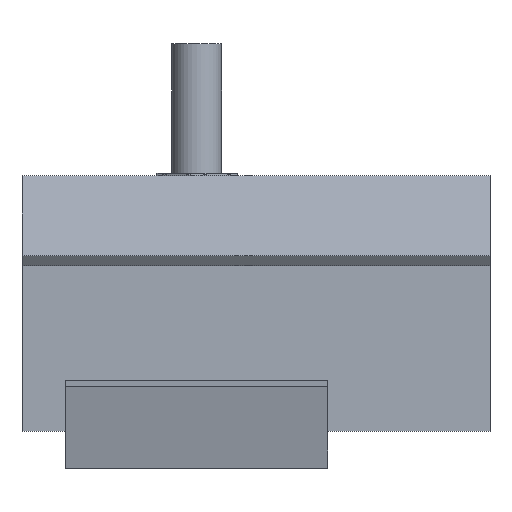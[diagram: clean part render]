
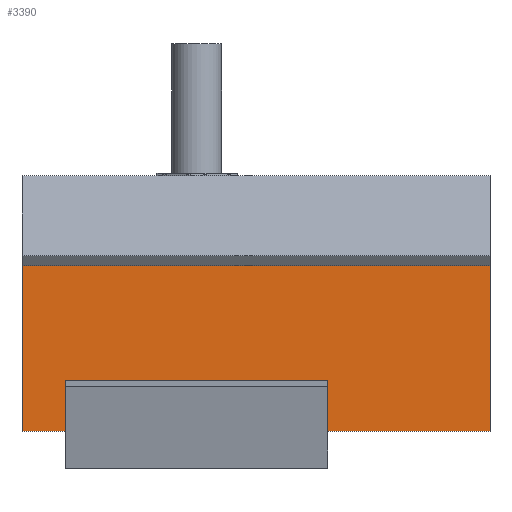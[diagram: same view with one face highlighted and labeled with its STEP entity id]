
A CAD part, left-side view. The second image highlights one B-rep face of the part: STEP entity #3390.
In plain terms, the highlighted face is planar.
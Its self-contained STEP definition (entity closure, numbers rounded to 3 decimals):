
#38 = CARTESIAN_POINT ( 'NONE',  ( 0., 0., 0. ) ) ;
#64 = DIRECTION ( 'NONE',  ( 0., -1., 0. ) ) ;
#105 = VECTOR ( 'NONE', #120, 1000. ) ;
#108 = VERTEX_POINT ( 'NONE', #2957 ) ;
#116 = EDGE_CURVE ( 'NONE', #3365, #3447, #4141, .T. ) ;
#120 = DIRECTION ( 'NONE',  ( 0., 0., -1. ) ) ;
#280 = DIRECTION ( 'NONE',  ( 0., -1., 0. ) ) ;
#672 = PLANE ( 'NONE',  #4273 ) ;
#890 = VERTEX_POINT ( 'NONE', #2842 ) ;
#1105 = DIRECTION ( 'NONE',  ( 1., 0., 0. ) ) ;
#1137 = ORIENTED_EDGE ( 'NONE', *, *, #4256, .T. ) ;
#1312 = CARTESIAN_POINT ( 'NONE',  ( 0., 0., 75. ) ) ;
#1324 = ORIENTED_EDGE ( 'NONE', *, *, #4003, .T. ) ;
#1344 = VECTOR ( 'NONE', #3297, 1000. ) ;
#1368 = ORIENTED_EDGE ( 'NONE', *, *, #2127, .F. ) ;
#1972 = CARTESIAN_POINT ( 'NONE',  ( 0., -36., 75. ) ) ;
#2070 = CARTESIAN_POINT ( 'NONE',  ( 0., -36., 75. ) ) ;
#2127 = EDGE_CURVE ( 'NONE', #108, #4903, #3166, .T. ) ;
#2134 = LINE ( 'NONE', #2188, #1344 ) ;
#2174 = EDGE_LOOP ( 'NONE', ( #2758, #2543, #1137, #1324, #1368, #3638 ) ) ;
#2188 = CARTESIAN_POINT ( 'NONE',  ( 0., -36., 75. ) ) ;
#2212 = VECTOR ( 'NONE', #3245, 1000. ) ;
#2429 = DIRECTION ( 'NONE',  ( 0., -1., 0. ) ) ;
#2543 = ORIENTED_EDGE ( 'NONE', *, *, #116, .F. ) ;
#2620 = EDGE_CURVE ( 'NONE', #3447, #3083, #3641, .T. ) ;
#2758 = ORIENTED_EDGE ( 'NONE', *, *, #2620, .F. ) ;
#2842 = CARTESIAN_POINT ( 'NONE',  ( 0., -34.5, 75. ) ) ;
#2937 = VECTOR ( 'NONE', #64, 1000. ) ;
#2957 = CARTESIAN_POINT ( 'NONE',  ( 0., -36., 0. ) ) ;
#3083 = VERTEX_POINT ( 'NONE', #3938 ) ;
#3090 = FACE_OUTER_BOUND ( 'NONE', #2174, .T. ) ;
#3166 = LINE ( 'NONE', #1972, #2212 ) ;
#3245 = DIRECTION ( 'NONE',  ( 0., 0., 1. ) ) ;
#3263 = LINE ( 'NONE', #1312, #2937 ) ;
#3297 = DIRECTION ( 'NONE',  ( 0., -1., 0. ) ) ;
#3365 = VERTEX_POINT ( 'NONE', #3457 ) ;
#3390 = ADVANCED_FACE ( 'NONE', ( #3090 ), #672, .T. ) ;
#3447 = VERTEX_POINT ( 'NONE', #38 ) ;
#3457 = CARTESIAN_POINT ( 'NONE',  ( 0., 0., 75. ) ) ;
#3638 = ORIENTED_EDGE ( 'NONE', *, *, #4646, .F. ) ;
#3641 = LINE ( 'NONE', #4020, #4272 ) ;
#3763 = CARTESIAN_POINT ( 'NONE',  ( 0., 0., 75. ) ) ;
#3938 = CARTESIAN_POINT ( 'NONE',  ( 0., -34.5, 0. ) ) ;
#4003 = EDGE_CURVE ( 'NONE', #890, #4903, #2134, .T. ) ;
#4020 = CARTESIAN_POINT ( 'NONE',  ( 0., 0., 0. ) ) ;
#4141 = LINE ( 'NONE', #3763, #105 ) ;
#4256 = EDGE_CURVE ( 'NONE', #3365, #890, #3263, .T. ) ;
#4269 = DIRECTION ( 'NONE',  ( 0., 1., 0. ) ) ;
#4272 = VECTOR ( 'NONE', #2429, 1000. ) ;
#4273 = AXIS2_PLACEMENT_3D ( 'NONE', #5048, #1105, #4269 ) ;
#4635 = LINE ( 'NONE', #4995, #4707 ) ;
#4646 = EDGE_CURVE ( 'NONE', #3083, #108, #4635, .T. ) ;
#4707 = VECTOR ( 'NONE', #280, 1000. ) ;
#4903 = VERTEX_POINT ( 'NONE', #2070 ) ;
#4995 = CARTESIAN_POINT ( 'NONE',  ( 0., 0., 0. ) ) ;
#5048 = CARTESIAN_POINT ( 'NONE',  ( 0., 0., 75. ) ) ;
